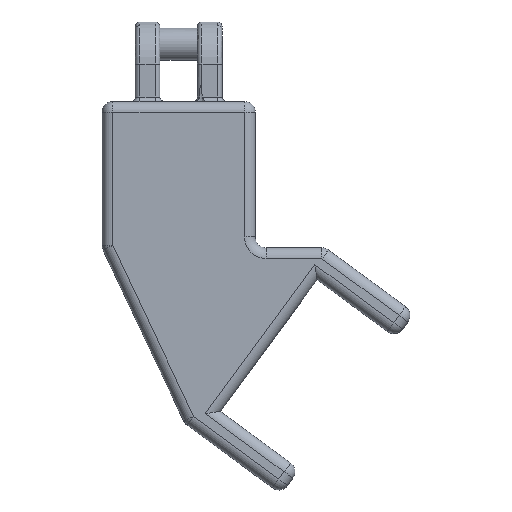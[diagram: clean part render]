
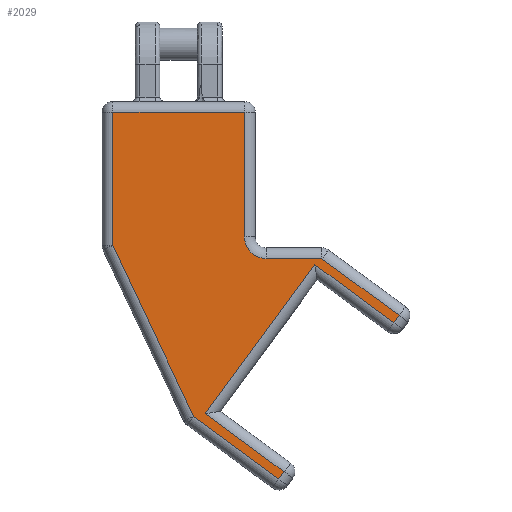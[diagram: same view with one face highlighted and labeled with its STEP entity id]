
A CAD part, top view. The second image highlights one B-rep face of the part: STEP entity #2029.
In plain terms, the highlighted planar face has unit normal (0, 0, 1).
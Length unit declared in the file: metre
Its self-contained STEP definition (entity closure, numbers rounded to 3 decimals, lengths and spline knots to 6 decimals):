
#81=CIRCLE('',#2202,0.002698);
#417=ORIENTED_EDGE('',*,*,#1043,.T.);
#418=ORIENTED_EDGE('',*,*,#1044,.T.);
#419=ORIENTED_EDGE('',*,*,#1045,.T.);
#420=ORIENTED_EDGE('',*,*,#1046,.T.);
#421=ORIENTED_EDGE('',*,*,#1047,.T.);
#422=ORIENTED_EDGE('',*,*,#1048,.T.);
#423=ORIENTED_EDGE('',*,*,#1049,.F.);
#424=ORIENTED_EDGE('',*,*,#1050,.T.);
#425=ORIENTED_EDGE('',*,*,#1051,.T.);
#426=ORIENTED_EDGE('',*,*,#1052,.T.);
#427=ORIENTED_EDGE('',*,*,#1053,.T.);
#428=ORIENTED_EDGE('',*,*,#1054,.T.);
#429=ORIENTED_EDGE('',*,*,#1055,.T.);
#1043=EDGE_CURVE('',#1354,#1355,#1506,.T.);
#1044=EDGE_CURVE('',#1355,#1356,#1507,.T.);
#1045=EDGE_CURVE('',#1356,#1357,#1508,.T.);
#1046=EDGE_CURVE('',#1357,#1358,#1509,.T.);
#1047=EDGE_CURVE('',#1358,#1359,#1510,.T.);
#1048=EDGE_CURVE('',#1359,#1360,#1511,.T.);
#1049=EDGE_CURVE('',#1361,#1360,#81,.T.);
#1050=EDGE_CURVE('',#1361,#1362,#1512,.T.);
#1051=EDGE_CURVE('',#1362,#1363,#1513,.T.);
#1052=EDGE_CURVE('',#1363,#1364,#1514,.T.);
#1053=EDGE_CURVE('',#1364,#1365,#1515,.T.);
#1054=EDGE_CURVE('',#1365,#1366,#1516,.T.);
#1055=EDGE_CURVE('',#1366,#1354,#1517,.T.);
#1354=VERTEX_POINT('',#3360);
#1355=VERTEX_POINT('',#3361);
#1356=VERTEX_POINT('',#3363);
#1357=VERTEX_POINT('',#3365);
#1358=VERTEX_POINT('',#3367);
#1359=VERTEX_POINT('',#3369);
#1360=VERTEX_POINT('',#3371);
#1361=VERTEX_POINT('',#3373);
#1362=VERTEX_POINT('',#3375);
#1363=VERTEX_POINT('',#3377);
#1364=VERTEX_POINT('',#3379);
#1365=VERTEX_POINT('',#3381);
#1366=VERTEX_POINT('',#3383);
#1506=LINE('',#3359,#1624);
#1507=LINE('',#3362,#1625);
#1508=LINE('',#3364,#1626);
#1509=LINE('',#3366,#1627);
#1510=LINE('',#3368,#1628);
#1511=LINE('',#3370,#1629);
#1512=LINE('',#3374,#1630);
#1513=LINE('',#3376,#1631);
#1514=LINE('',#3378,#1632);
#1515=LINE('',#3380,#1633);
#1516=LINE('',#3382,#1634);
#1517=LINE('',#3384,#1635);
#1624=VECTOR('',#2589,1.);
#1625=VECTOR('',#2590,1.);
#1626=VECTOR('',#2591,1.);
#1627=VECTOR('',#2592,1.);
#1628=VECTOR('',#2593,1.);
#1629=VECTOR('',#2594,1.);
#1630=VECTOR('',#2597,1.);
#1631=VECTOR('',#2598,1.);
#1632=VECTOR('',#2599,1.);
#1633=VECTOR('',#2600,1.);
#1634=VECTOR('',#2601,1.);
#1635=VECTOR('',#2602,1.);
#1702=EDGE_LOOP('',(#417,#418,#419,#420,#421,#422,#423,#424,#425,#426,#427,
#428,#429));
#1853=FACE_BOUND('',#1702,.T.);
#1997=PLANE('',#2201);
#2029=ADVANCED_FACE('',(#1853),#1997,.T.);
#2201=AXIS2_PLACEMENT_3D('',#3358,#2587,#2588);
#2202=AXIS2_PLACEMENT_3D('',#3372,#2595,#2596);
#2587=DIRECTION('',(0.,0.,1.));
#2588=DIRECTION('',(1.,0.,0.));
#2589=DIRECTION('',(-0.805,0.593,0.));
#2590=DIRECTION('',(0.593,0.805,0.));
#2591=DIRECTION('',(0.805,-0.593,0.));
#2592=DIRECTION('',(0.593,0.805,0.));
#2593=DIRECTION('',(-0.805,0.593,0.));
#2594=DIRECTION('',(-1.,0.,0.));
#2595=DIRECTION('',(0.,0.,1.));
#2596=DIRECTION('',(1.,0.,0.));
#2597=DIRECTION('',(0.,1.,0.));
#2598=DIRECTION('',(-1.,0.,0.));
#2599=DIRECTION('',(0.,-1.,0.));
#2600=DIRECTION('',(0.427,-0.904,0.));
#2601=DIRECTION('',(0.805,-0.593,0.));
#2602=DIRECTION('',(0.593,0.805,0.));
#3358=CARTESIAN_POINT('',(0.011491,0.058194,0.01651));
#3359=CARTESIAN_POINT('',(0.005981,0.042989,0.01651));
#3360=CARTESIAN_POINT('',(0.014714,0.036563,0.01651));
#3361=CARTESIAN_POINT('',(0.004894,0.043789,0.01651));
#3362=CARTESIAN_POINT('',(0.017736,0.061242,0.01651));
#3363=CARTESIAN_POINT('',(0.018535,0.062329,0.01651));
#3364=CARTESIAN_POINT('',(0.029442,0.054304,0.01651));
#3365=CARTESIAN_POINT('',(0.028356,0.055104,0.01651));
#3366=CARTESIAN_POINT('',(0.029814,0.057086,0.01651));
#3367=CARTESIAN_POINT('',(0.029015,0.055999,0.01651));
#3368=CARTESIAN_POINT('',(0.019057,0.063326,0.01651));
#3369=CARTESIAN_POINT('',(0.019413,0.063063,0.01651));
#3370=CARTESIAN_POINT('',(0.011131,0.063063,0.01651));
#3371=CARTESIAN_POINT('',(0.01248,0.063063,0.01651));
#3372=CARTESIAN_POINT('',(0.01248,0.065762,0.01651));
#3373=CARTESIAN_POINT('',(0.009782,0.065762,0.01651));
#3374=CARTESIAN_POINT('',(0.009782,0.082607,0.01651));
#3375=CARTESIAN_POINT('',(0.009782,0.081258,0.01651));
#3376=CARTESIAN_POINT('',(-0.007919,0.081258,0.01651));
#3377=CARTESIAN_POINT('',(-0.00657,0.081258,0.01651));
#3378=CARTESIAN_POINT('',(-0.00657,0.064412,0.01651));
#3379=CARTESIAN_POINT('',(-0.00657,0.064715,0.01651));
#3380=CARTESIAN_POINT('',(0.00361,0.043152,0.01651));
#3381=CARTESIAN_POINT('',(0.003464,0.04346,0.01651));
#3382=CARTESIAN_POINT('',(0.015142,0.034868,0.01651));
#3383=CARTESIAN_POINT('',(0.014056,0.035668,0.01651));
#3384=CARTESIAN_POINT('',(0.015514,0.03765,0.01651));
